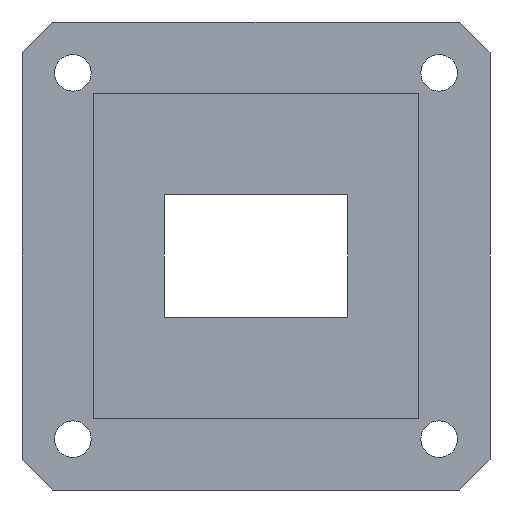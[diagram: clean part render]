
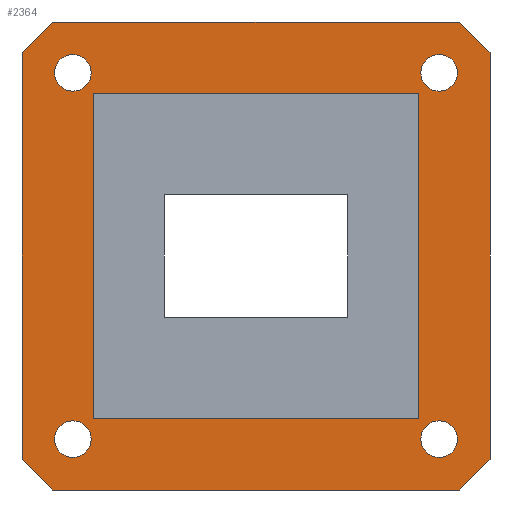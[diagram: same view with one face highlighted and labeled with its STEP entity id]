
A CAD part, front view. The second image highlights one B-rep face of the part: STEP entity #2364.
In plain terms, the highlighted planar face has unit normal (0, -1, 0).
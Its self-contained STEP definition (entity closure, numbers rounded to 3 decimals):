
#42=DIRECTION('',(-0.707,0.,0.707));
#43=VECTOR('',#42,10.607);
#44=CARTESIAN_POINT('',(57.5,0.,50.));
#45=LINE('',#44,#43);
#50=DIRECTION('',(0.,0.,-1.));
#51=VECTOR('',#50,100.);
#52=CARTESIAN_POINT('',(57.5,0.,50.));
#53=LINE('',#52,#51);
#57=DIRECTION('',(0.707,0.,0.707));
#58=VECTOR('',#57,10.607);
#59=CARTESIAN_POINT('',(50.,0.,-57.5));
#60=LINE('',#59,#58);
#64=DIRECTION('',(-1.,0.,0.));
#65=VECTOR('',#64,100.);
#66=CARTESIAN_POINT('',(50.,0.,-57.5));
#67=LINE('',#66,#65);
#71=DIRECTION('',(0.707,0.,-0.707));
#72=VECTOR('',#71,10.607);
#73=CARTESIAN_POINT('',(-57.5,0.,-50.));
#74=LINE('',#73,#72);
#78=DIRECTION('',(0.,0.,1.));
#79=VECTOR('',#78,100.);
#80=CARTESIAN_POINT('',(-57.5,0.,-50.));
#81=LINE('',#80,#79);
#85=DIRECTION('',(-0.707,0.,-0.707));
#86=VECTOR('',#85,10.607);
#87=CARTESIAN_POINT('',(-50.,0.,57.5));
#88=LINE('',#87,#86);
#92=DIRECTION('',(1.,0.,0.));
#93=VECTOR('',#92,100.);
#94=CARTESIAN_POINT('',(-50.,0.,57.5));
#95=LINE('',#94,#93);
#99=DIRECTION('',(0.,0.,-1.));
#100=VECTOR('',#99,80.);
#101=CARTESIAN_POINT('',(-40.,0.,40.));
#102=LINE('',#101,#100);
#106=DIRECTION('',(1.,0.,0.));
#107=VECTOR('',#106,80.);
#108=CARTESIAN_POINT('',(-40.,0.,-40.));
#109=LINE('',#108,#107);
#113=DIRECTION('',(0.,0.,1.));
#114=VECTOR('',#113,80.);
#115=CARTESIAN_POINT('',(40.,0.,-40.));
#116=LINE('',#115,#114);
#120=DIRECTION('',(-1.,0.,0.));
#121=VECTOR('',#120,80.);
#122=CARTESIAN_POINT('',(40.,0.,40.));
#123=LINE('',#122,#121);
#127=CARTESIAN_POINT('',(45.,0.,-45.));
#128=DIRECTION('',(0.,1.,0.));
#129=DIRECTION('',(1.,0.,0.));
#130=AXIS2_PLACEMENT_3D('',#127,#128,#129);
#135=CARTESIAN_POINT('',(45.,0.,-45.));
#136=DIRECTION('',(0.,1.,0.));
#137=DIRECTION('',(-1.,0.,0.));
#138=AXIS2_PLACEMENT_3D('',#135,#136,#137);
#143=CARTESIAN_POINT('',(45.,0.,45.));
#144=DIRECTION('',(0.,-1.,0.));
#145=DIRECTION('',(1.,0.,0.));
#146=AXIS2_PLACEMENT_3D('',#143,#144,#145);
#151=CARTESIAN_POINT('',(45.,0.,45.));
#152=DIRECTION('',(0.,-1.,0.));
#153=DIRECTION('',(-1.,0.,0.));
#154=AXIS2_PLACEMENT_3D('',#151,#152,#153);
#159=CARTESIAN_POINT('',(-45.,0.,-45.));
#160=DIRECTION('',(0.,-1.,0.));
#161=DIRECTION('',(-1.,0.,0.));
#162=AXIS2_PLACEMENT_3D('',#159,#160,#161);
#167=CARTESIAN_POINT('',(-45.,0.,-45.));
#168=DIRECTION('',(0.,-1.,0.));
#169=DIRECTION('',(1.,0.,0.));
#170=AXIS2_PLACEMENT_3D('',#167,#168,#169);
#175=CARTESIAN_POINT('',(-45.,0.,45.));
#176=DIRECTION('',(0.,1.,0.));
#177=DIRECTION('',(-1.,0.,0.));
#178=AXIS2_PLACEMENT_3D('',#175,#176,#177);
#183=CARTESIAN_POINT('',(-45.,0.,45.));
#184=DIRECTION('',(0.,1.,0.));
#185=DIRECTION('',(1.,0.,0.));
#186=AXIS2_PLACEMENT_3D('',#183,#184,#185);
#2003=CARTESIAN_POINT('',(57.5,0.,50.));
#2004=CARTESIAN_POINT('',(50.,0.,57.5));
#2005=VERTEX_POINT('',#2003);
#2006=VERTEX_POINT('',#2004);
#2011=CARTESIAN_POINT('',(50.,0.,-57.5));
#2012=CARTESIAN_POINT('',(57.5,0.,-50.));
#2013=VERTEX_POINT('',#2011);
#2014=VERTEX_POINT('',#2012);
#2019=CARTESIAN_POINT('',(-50.,0.,57.5));
#2020=CARTESIAN_POINT('',(-57.5,0.,50.));
#2021=VERTEX_POINT('',#2019);
#2022=VERTEX_POINT('',#2020);
#2027=CARTESIAN_POINT('',(-57.5,0.,-50.));
#2028=CARTESIAN_POINT('',(-50.,0.,-57.5));
#2029=VERTEX_POINT('',#2027);
#2030=VERTEX_POINT('',#2028);
#2043=CARTESIAN_POINT('',(-40.,0.,40.));
#2044=CARTESIAN_POINT('',(-40.,0.,-40.));
#2045=VERTEX_POINT('',#2043);
#2046=VERTEX_POINT('',#2044);
#2047=CARTESIAN_POINT('',(40.,0.,-40.));
#2048=VERTEX_POINT('',#2047);
#2049=CARTESIAN_POINT('',(40.,0.,40.));
#2050=VERTEX_POINT('',#2049);
#2059=CARTESIAN_POINT('',(49.5,0.,-45.));
#2060=CARTESIAN_POINT('',(40.5,0.,-45.));
#2061=VERTEX_POINT('',#2059);
#2062=VERTEX_POINT('',#2060);
#2075=CARTESIAN_POINT('',(49.5,0.,45.));
#2076=CARTESIAN_POINT('',(40.5,0.,45.));
#2077=VERTEX_POINT('',#2075);
#2078=VERTEX_POINT('',#2076);
#2091=CARTESIAN_POINT('',(-49.5,0.,-45.));
#2092=CARTESIAN_POINT('',(-40.5,0.,-45.));
#2093=VERTEX_POINT('',#2091);
#2094=VERTEX_POINT('',#2092);
#2107=CARTESIAN_POINT('',(-49.5,0.,45.));
#2108=CARTESIAN_POINT('',(-40.5,0.,45.));
#2109=VERTEX_POINT('',#2107);
#2110=VERTEX_POINT('',#2108);
#2307=CARTESIAN_POINT('',(0.,0.,0.));
#2308=DIRECTION('',(0.,1.,0.));
#2309=DIRECTION('',(1.,0.,0.));
#2310=AXIS2_PLACEMENT_3D('',#2307,#2308,#2309);
#2311=PLANE('',#2310);
#2313=ORIENTED_EDGE('',*,*,#2312,.F.);
#2315=ORIENTED_EDGE('',*,*,#2314,.T.);
#2317=ORIENTED_EDGE('',*,*,#2316,.F.);
#2319=ORIENTED_EDGE('',*,*,#2318,.T.);
#2321=ORIENTED_EDGE('',*,*,#2320,.F.);
#2323=ORIENTED_EDGE('',*,*,#2322,.T.);
#2325=ORIENTED_EDGE('',*,*,#2324,.F.);
#2327=ORIENTED_EDGE('',*,*,#2326,.T.);
#2328=EDGE_LOOP('',(#2313,#2315,#2317,#2319,#2321,#2323,#2325,#2327));
#2329=FACE_OUTER_BOUND('',#2328,.F.);
#2331=ORIENTED_EDGE('',*,*,#2330,.T.);
#2333=ORIENTED_EDGE('',*,*,#2332,.T.);
#2335=ORIENTED_EDGE('',*,*,#2334,.T.);
#2337=ORIENTED_EDGE('',*,*,#2336,.T.);
#2338=EDGE_LOOP('',(#2331,#2333,#2335,#2337));
#2339=FACE_BOUND('',#2338,.F.);
#2341=ORIENTED_EDGE('',*,*,#2340,.F.);
#2343=ORIENTED_EDGE('',*,*,#2342,.F.);
#2344=EDGE_LOOP('',(#2341,#2343));
#2345=FACE_BOUND('',#2344,.F.);
#2347=ORIENTED_EDGE('',*,*,#2346,.T.);
#2349=ORIENTED_EDGE('',*,*,#2348,.T.);
#2350=EDGE_LOOP('',(#2347,#2349));
#2351=FACE_BOUND('',#2350,.F.);
#2353=ORIENTED_EDGE('',*,*,#2352,.T.);
#2355=ORIENTED_EDGE('',*,*,#2354,.T.);
#2356=EDGE_LOOP('',(#2353,#2355));
#2357=FACE_BOUND('',#2356,.F.);
#2359=ORIENTED_EDGE('',*,*,#2358,.F.);
#2361=ORIENTED_EDGE('',*,*,#2360,.F.);
#2362=EDGE_LOOP('',(#2359,#2361));
#2363=FACE_BOUND('',#2362,.F.);
#2364=ADVANCED_FACE('',(#2329,#2339,#2345,#2351,#2357,#2363),#2311,.F.);
#131=CIRCLE('',#130,4.5);
#139=CIRCLE('',#138,4.5);
#147=CIRCLE('',#146,4.5);
#155=CIRCLE('',#154,4.5);
#163=CIRCLE('',#162,4.5);
#171=CIRCLE('',#170,4.5);
#179=CIRCLE('',#178,4.5);
#187=CIRCLE('',#186,4.5);
#2312=EDGE_CURVE('',#2005,#2006,#45,.T.);
#2314=EDGE_CURVE('',#2005,#2014,#53,.T.);
#2316=EDGE_CURVE('',#2013,#2014,#60,.T.);
#2318=EDGE_CURVE('',#2013,#2030,#67,.T.);
#2320=EDGE_CURVE('',#2029,#2030,#74,.T.);
#2322=EDGE_CURVE('',#2029,#2022,#81,.T.);
#2324=EDGE_CURVE('',#2021,#2022,#88,.T.);
#2326=EDGE_CURVE('',#2021,#2006,#95,.T.);
#2330=EDGE_CURVE('',#2045,#2046,#102,.T.);
#2332=EDGE_CURVE('',#2046,#2048,#109,.T.);
#2334=EDGE_CURVE('',#2048,#2050,#116,.T.);
#2336=EDGE_CURVE('',#2050,#2045,#123,.T.);
#2340=EDGE_CURVE('',#2061,#2062,#131,.T.);
#2342=EDGE_CURVE('',#2062,#2061,#139,.T.);
#2346=EDGE_CURVE('',#2077,#2078,#147,.T.);
#2348=EDGE_CURVE('',#2078,#2077,#155,.T.);
#2352=EDGE_CURVE('',#2093,#2094,#163,.T.);
#2354=EDGE_CURVE('',#2094,#2093,#171,.T.);
#2358=EDGE_CURVE('',#2109,#2110,#179,.T.);
#2360=EDGE_CURVE('',#2110,#2109,#187,.T.);
